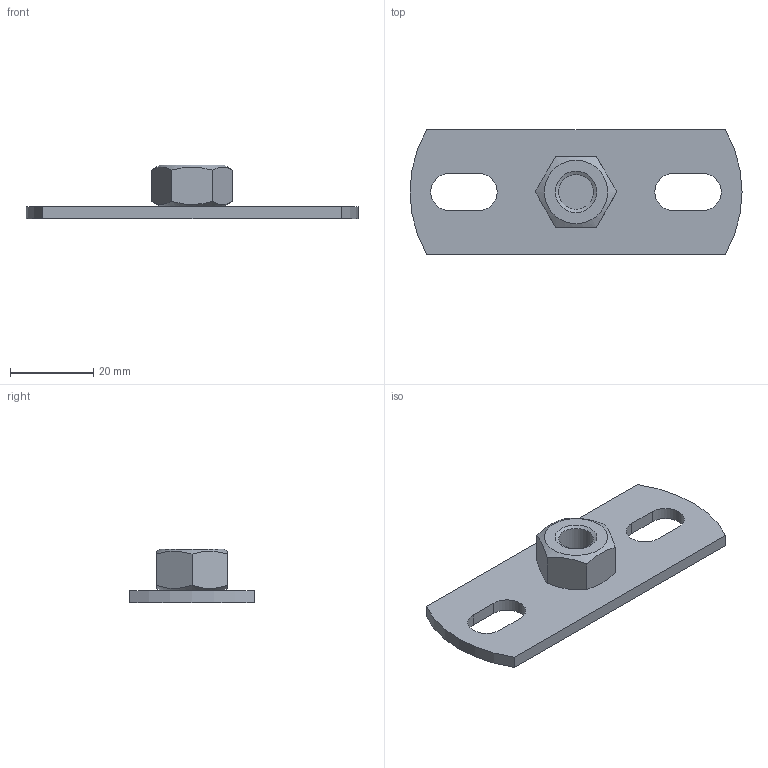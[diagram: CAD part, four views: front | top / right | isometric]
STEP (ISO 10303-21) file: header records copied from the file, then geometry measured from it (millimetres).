
FILE_DESCRIPTION((''),'2;1');
FILE_NAME('112395.stp','2010-07-05T15:50:55',('DMK009'),(''),'Autodesk Inventor 2010','Autodesk Inventor 2010','');
FILE_SCHEMA(('AUTOMOTIVE_DESIGN { 1 0 10303 214 1 1 1 1 }'));
Length unit declared in the file: millimetre
Products named in the file (1): 112395
Bounding box: 80 x 30 x 13 mm (x, y, z)
Volume: 8092.2 mm3; surface area: 5957.6 mm2
Topology: 1 solids, 1 shells, 27 faces, 66 edges, 43 vertices
Faces by surface type: plane 14, bspline 6, cone 4, cylinder 3
Entity records: 868 total; most frequent: CARTESIAN_POINT 228, ORIENTED_EDGE 120, DIRECTION 110, EDGE_CURVE 60, VERTEX_POINT 42, AXIS2_PLACEMENT_3D 40, EDGE_LOOP 38, VECTOR 30
